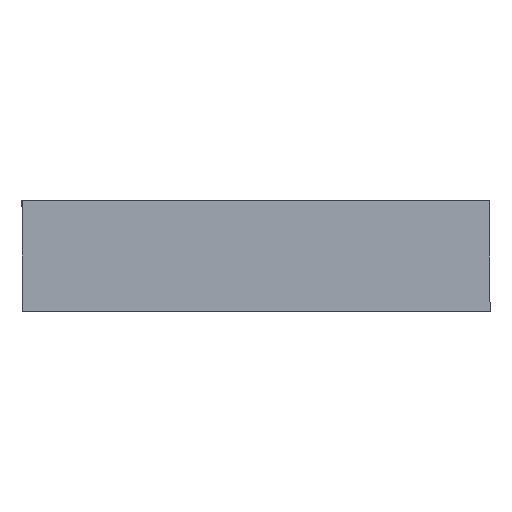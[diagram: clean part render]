
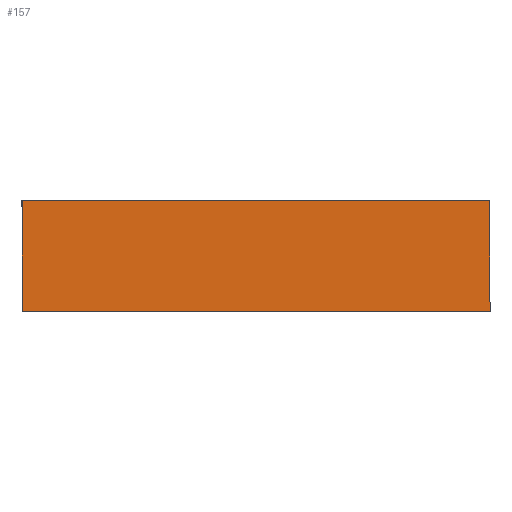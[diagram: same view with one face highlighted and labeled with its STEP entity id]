
A CAD part, left-side view. The second image highlights one B-rep face of the part: STEP entity #157.
In plain terms, the highlighted planar face has unit normal (-1, 0, 0).
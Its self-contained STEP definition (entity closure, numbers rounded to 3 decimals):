
#8 = CARTESIAN_POINT ( 'NONE',  ( -1797.5, -95., -22.5 ) ) ;
#51 = DIRECTION ( 'NONE',  ( 0., 0., -1. ) ) ;
#52 = CARTESIAN_POINT ( 'NONE',  ( -1797.5, -95., 22.5 ) ) ;
#56 = VECTOR ( 'NONE', #206, 1000. ) ;
#60 = CARTESIAN_POINT ( 'NONE',  ( -1797.5, -95., -22.5 ) ) ;
#67 = PLANE ( 'NONE',  #240 ) ;
#88 = VERTEX_POINT ( 'NONE', #450 ) ;
#89 = VERTEX_POINT ( 'NONE', #52 ) ;
#113 = EDGE_CURVE ( 'NONE', #149, #89, #243, .T. ) ;
#114 = VECTOR ( 'NONE', #250, 1000. ) ;
#116 = VERTEX_POINT ( 'NONE', #496 ) ;
#130 = FACE_OUTER_BOUND ( 'NONE', #314, .T. ) ;
#137 = CARTESIAN_POINT ( 'NONE',  ( -1797.5, -95., 22.5 ) ) ;
#149 = VERTEX_POINT ( 'NONE', #8 ) ;
#157 = ADVANCED_FACE ( 'NONE', ( #130 ), #67, .T. ) ;
#162 = ORIENTED_EDGE ( 'NONE', *, *, #396, .T. ) ;
#171 = LINE ( 'NONE', #294, #485 ) ;
#172 = LINE ( 'NONE', #137, #342 ) ;
#188 = CARTESIAN_POINT ( 'NONE',  ( -1797.5, 0., 0. ) ) ;
#206 = DIRECTION ( 'NONE',  ( 0., 0., 1. ) ) ;
#226 = DIRECTION ( 'NONE',  ( 0., 0., 1. ) ) ;
#240 = AXIS2_PLACEMENT_3D ( 'NONE', #188, #514, #226 ) ;
#243 = LINE ( 'NONE', #60, #56 ) ;
#250 = DIRECTION ( 'NONE',  ( 0., -1., 0. ) ) ;
#279 = ORIENTED_EDGE ( 'NONE', *, *, #113, .T. ) ;
#288 = DIRECTION ( 'NONE',  ( 0., 1., 0. ) ) ;
#291 = LINE ( 'NONE', #453, #114 ) ;
#294 = CARTESIAN_POINT ( 'NONE',  ( -1797.5, 95., -22.5 ) ) ;
#314 = EDGE_LOOP ( 'NONE', ( #162, #451, #279, #492 ) ) ;
#342 = VECTOR ( 'NONE', #288, 1000. ) ;
#361 = EDGE_CURVE ( 'NONE', #89, #88, #172, .T. ) ;
#389 = EDGE_CURVE ( 'NONE', #116, #149, #291, .T. ) ;
#396 = EDGE_CURVE ( 'NONE', #88, #116, #171, .T. ) ;
#450 = CARTESIAN_POINT ( 'NONE',  ( -1797.5, 95., 22.5 ) ) ;
#451 = ORIENTED_EDGE ( 'NONE', *, *, #389, .T. ) ;
#453 = CARTESIAN_POINT ( 'NONE',  ( -1797.5, -95., -22.5 ) ) ;
#485 = VECTOR ( 'NONE', #51, 1000. ) ;
#492 = ORIENTED_EDGE ( 'NONE', *, *, #361, .T. ) ;
#496 = CARTESIAN_POINT ( 'NONE',  ( -1797.5, 95., -22.5 ) ) ;
#514 = DIRECTION ( 'NONE',  ( -1., 0., 0. ) ) ;
